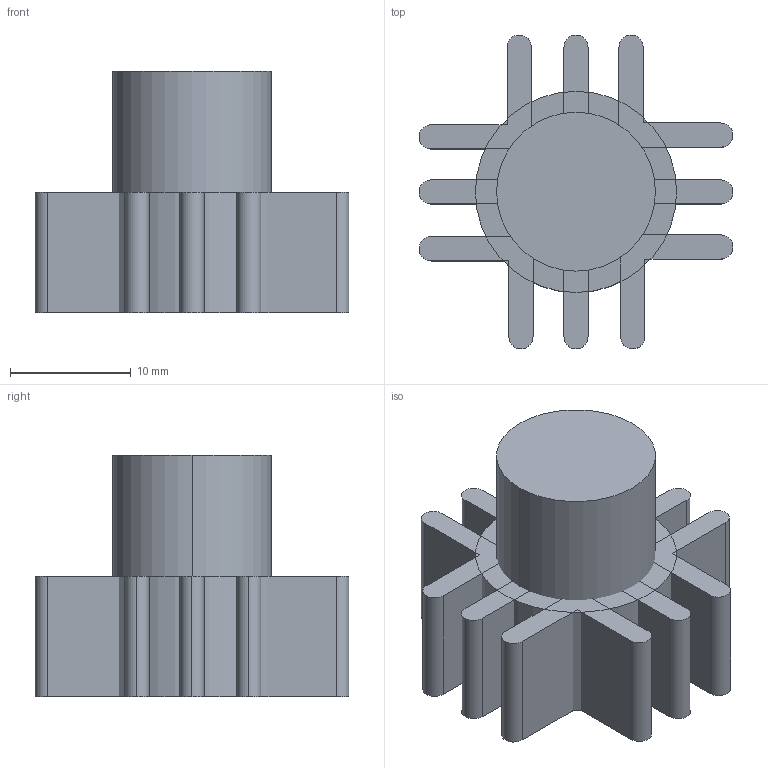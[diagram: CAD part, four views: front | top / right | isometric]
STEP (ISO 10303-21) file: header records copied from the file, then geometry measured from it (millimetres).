
FILE_DESCRIPTION (( 'STEP AP214' ), '1' );
FILE_NAME ('maker_muscle_drive_nut.STEP', '2019-05-27T22:20:36', ( '' ), ( '' ), 'SwSTEP 2.0', 'SolidWorks 2015', '' );
FILE_SCHEMA (( 'AUTOMOTIVE_DESIGN' ));
Length unit declared in the file: millimetre
Products named in the file (1): maker_muscle_drive_nut
Bounding box: 26 x 26 x 20 mm (x, y, z)
Volume: 7002.5 mm3; surface area: 4826.7 mm2
Topology: 10 solids, 10 shells, 68 faces, 144 edges, 96 vertices
Faces by surface type: plane 44, cylinder 24
Entity records: 1951 total; most frequent: DIRECTION 330, CARTESIAN_POINT 309, ORIENTED_EDGE 288, EDGE_CURVE 144, AXIS2_PLACEMENT_3D 117, VERTEX_POINT 96, VECTOR 96, LINE 96
